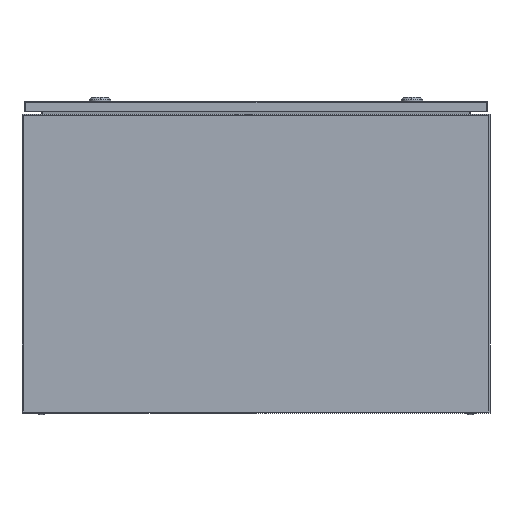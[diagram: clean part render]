
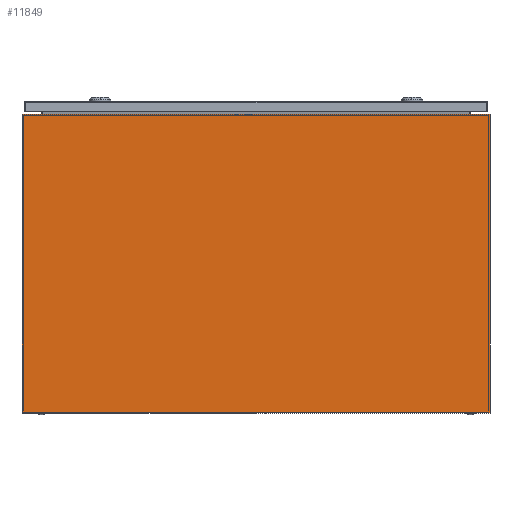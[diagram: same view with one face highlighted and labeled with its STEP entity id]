
A CAD part, left-side view. The second image highlights one B-rep face of the part: STEP entity #11849.
In plain terms, the highlighted planar face has unit normal (-1, 0, 0).
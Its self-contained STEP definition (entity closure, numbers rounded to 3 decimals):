
#1457 = EDGE_CURVE ( 'NONE', #31416, #32059, #23071, .T. ) ;
#2712 = EDGE_LOOP ( 'NONE', ( #29087, #11386, #30734, #35996 ) ) ;
#2810 = DIRECTION ( 'NONE',  ( 1., 0., 0. ) ) ;
#4866 = AXIS2_PLACEMENT_3D ( 'NONE', #38032, #2810, #26831 ) ;
#7748 = CARTESIAN_POINT ( 'NONE',  ( 0., 600., 383. ) ) ;
#8509 = DIRECTION ( 'NONE',  ( 0., -1., 0. ) ) ;
#9120 = VECTOR ( 'NONE', #26054, 1000. ) ;
#9656 = EDGE_CURVE ( 'NONE', #31416, #28135, #35057, .T. ) ;
#11386 = ORIENTED_EDGE ( 'NONE', *, *, #30002, .F. ) ;
#11849 = ADVANCED_FACE ( 'NONE', ( #14800 ), #29754, .F. ) ;
#14148 = CARTESIAN_POINT ( 'NONE',  ( 0., 0., 0. ) ) ;
#14416 = CARTESIAN_POINT ( 'NONE',  ( 0., 0., 383. ) ) ;
#14800 = FACE_OUTER_BOUND ( 'NONE', #2712, .T. ) ;
#14900 = VECTOR ( 'NONE', #34647, 1000. ) ;
#16547 = CARTESIAN_POINT ( 'NONE',  ( 0., 0., 383. ) ) ;
#21290 = EDGE_CURVE ( 'NONE', #32059, #22149, #22877, .T. ) ;
#22149 = VERTEX_POINT ( 'NONE', #14148 ) ;
#22877 = LINE ( 'NONE', #25870, #35038 ) ;
#23071 = LINE ( 'NONE', #7748, #9120 ) ;
#24764 = CARTESIAN_POINT ( 'NONE',  ( 0., 600., 0. ) ) ;
#25870 = CARTESIAN_POINT ( 'NONE',  ( 0., 0., 0. ) ) ;
#26054 = DIRECTION ( 'NONE',  ( 0., 0., -1. ) ) ;
#26831 = DIRECTION ( 'NONE',  ( 0., 0., -1. ) ) ;
#28135 = VERTEX_POINT ( 'NONE', #16547 ) ;
#28207 = CARTESIAN_POINT ( 'NONE',  ( 0., 0., 383. ) ) ;
#28810 = DIRECTION ( 'NONE',  ( 0., -1., 0. ) ) ;
#28835 = CARTESIAN_POINT ( 'NONE',  ( 0., 600., 383. ) ) ;
#29087 = ORIENTED_EDGE ( 'NONE', *, *, #21290, .T. ) ;
#29754 = PLANE ( 'NONE',  #4866 ) ;
#30002 = EDGE_CURVE ( 'NONE', #28135, #22149, #37221, .T. ) ;
#30734 = ORIENTED_EDGE ( 'NONE', *, *, #9656, .F. ) ;
#31416 = VERTEX_POINT ( 'NONE', #28835 ) ;
#32059 = VERTEX_POINT ( 'NONE', #24764 ) ;
#34647 = DIRECTION ( 'NONE',  ( 0., 0., -1. ) ) ;
#35038 = VECTOR ( 'NONE', #28810, 1000. ) ;
#35057 = LINE ( 'NONE', #14416, #38028 ) ;
#35996 = ORIENTED_EDGE ( 'NONE', *, *, #1457, .T. ) ;
#37221 = LINE ( 'NONE', #28207, #14900 ) ;
#38028 = VECTOR ( 'NONE', #8509, 1000. ) ;
#38032 = CARTESIAN_POINT ( 'NONE',  ( 0., 0., 383. ) ) ;
